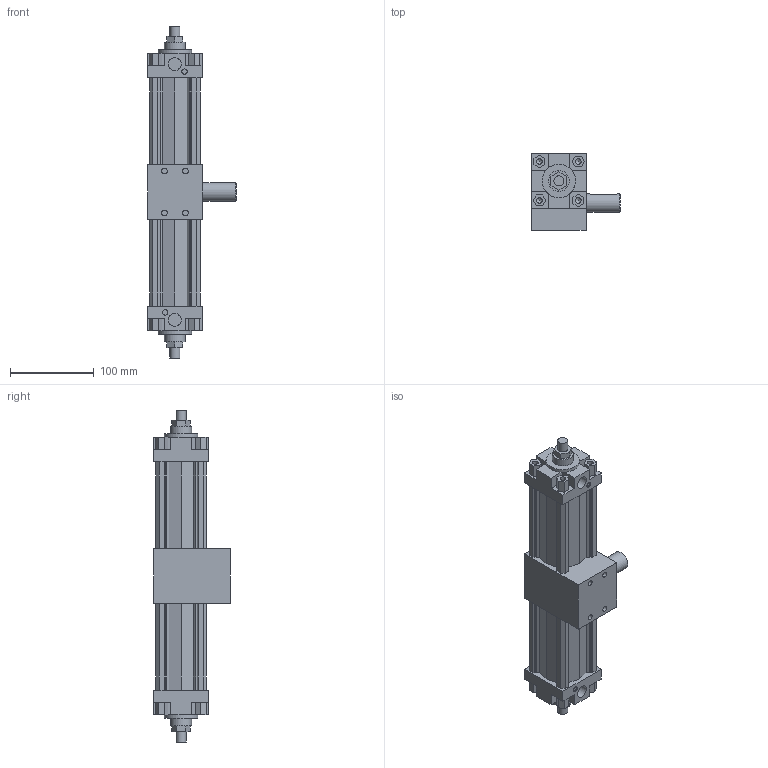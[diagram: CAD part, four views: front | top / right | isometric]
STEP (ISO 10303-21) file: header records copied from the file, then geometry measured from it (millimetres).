
FILE_DESCRIPTION((''),'2;1');
FILE_NAME('1332_50_180_01R.stp','2012-09-26T15:54:08',('ghislan1'),(''),'Autodesk Inventor 2012','Autodesk Inventor 2012','');
FILE_SCHEMA(('AUTOMOTIVE_DESIGN { 1 0 10303 214 1 1 1 1 }'));
Length unit declared in the file: millimetre
Products named in the file (1): 1332_50_180_01R
Bounding box: 106 x 91 x 397 mm (x, y, z)
Volume: 1263957.9 mm3; surface area: 126624.7 mm2
Topology: 1 solids, 1 shells, 292 faces, 746 edges, 489 vertices
Faces by surface type: plane 253, cylinder 30, cone 9
Full cylindrical faces by diameter (mm): 6.5 x2, 6.75 x8, 6.9 x8, 12 x2, 15.2 x2, 22 x1, 25 x3, 40 x2
Entity records: 8584 total; most frequent: CARTESIAN_POINT 1505, ORIENTED_EDGE 1398, DIRECTION 1356, EDGE_CURVE 699, VECTOR 624, LINE 624, VERTEX_POINT 479, AXIS2_PLACEMENT_3D 366
